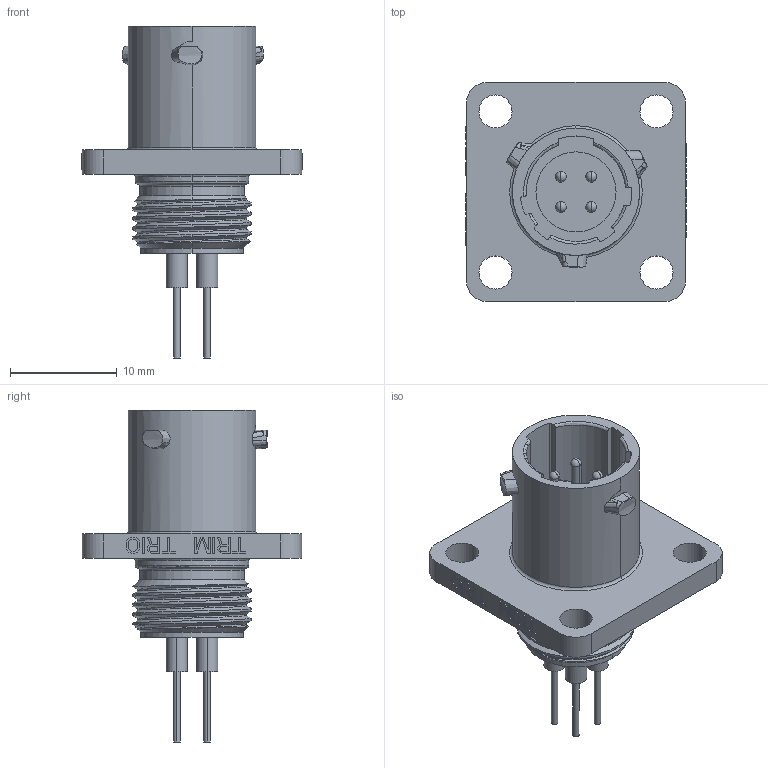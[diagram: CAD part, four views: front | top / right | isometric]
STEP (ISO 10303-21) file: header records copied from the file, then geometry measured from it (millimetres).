
FILE_DESCRIPTION((''),'2;1');
FILE_NAME('UTS08D4P','2011-04-04T',('vsorin'),('SOURIAU'),'PRO/ENGINEER BY PARAMETRIC TECHNOLOGY CORPORATION, 2010140','PRO/ENGINEER BY PARAMETRIC TECHNOLOGY CORPORATION, 2010140','');
FILE_SCHEMA(('CONFIG_CONTROL_DESIGN'));
Length unit declared in the file: millimetre
Products named in the file (1): UTS08D4P
Bounding box: 20.75 x 20.55 x 31.1 mm (x, y, z)
Surface area: 2363.7 mm2 (no closed solid volume)
Topology: 0 solids, 24 shells, 200 faces, 1133 edges, 961 vertices
Faces by surface type: cylinder 79, plane 57, bspline 28, torus 13, sphere 10, cone 7, extrusion 6
Entity records: 14514 total; most frequent: CARTESIAN_POINT 6116, ORIENTED_EDGE 1562, DIRECTION 1526, EDGE_CURVE 1125, VERTEX_POINT 961, VECTOR 802, LINE 796, AXIS2_PLACEMENT_3D 362
